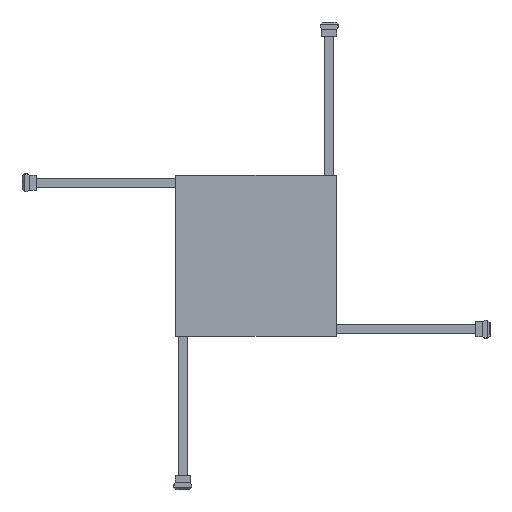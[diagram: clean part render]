
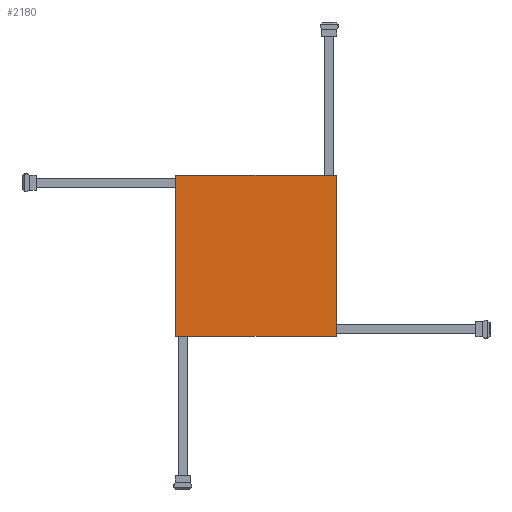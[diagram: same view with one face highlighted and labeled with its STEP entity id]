
A CAD part, top view. The second image highlights one B-rep face of the part: STEP entity #2180.
In plain terms, the highlighted planar face has unit normal (0, 0, 1).
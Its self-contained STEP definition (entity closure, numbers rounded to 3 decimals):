
#1613 = VERTEX_POINT('',#1614);
#1614 = CARTESIAN_POINT('',(-17.78,-17.78,0.));
#1622 = VERTEX_POINT('',#1623);
#1623 = CARTESIAN_POINT('',(-17.78,17.78,0.));
#1629 = EDGE_CURVE('',#1613,#1622,#1630,.T.);
#1630 = LINE('',#1631,#1632);
#1631 = CARTESIAN_POINT('',(-17.78,-17.78,0.));
#1632 = VECTOR('',#1633,1.);
#1633 = DIRECTION('',(0.,1.,0.));
#1644 = VERTEX_POINT('',#1645);
#1645 = CARTESIAN_POINT('',(17.78,-17.78,0.));
#1653 = EDGE_CURVE('',#1644,#1613,#1654,.T.);
#1654 = LINE('',#1655,#1656);
#1655 = CARTESIAN_POINT('',(17.78,-17.78,0.));
#1656 = VECTOR('',#1657,1.);
#1657 = DIRECTION('',(-1.,0.,0.));
#1670 = VERTEX_POINT('',#1671);
#1671 = CARTESIAN_POINT('',(17.78,17.78,0.));
#1677 = EDGE_CURVE('',#1622,#1670,#1678,.T.);
#1678 = LINE('',#1679,#1680);
#1679 = CARTESIAN_POINT('',(-17.78,17.78,0.));
#1680 = VECTOR('',#1681,1.);
#1681 = DIRECTION('',(1.,0.,0.));
#1694 = EDGE_CURVE('',#1670,#1644,#1695,.T.);
#1695 = LINE('',#1696,#1697);
#1696 = CARTESIAN_POINT('',(17.78,17.78,0.));
#1697 = VECTOR('',#1698,1.);
#1698 = DIRECTION('',(0.,-1.,0.));
#2180 = ADVANCED_FACE('',(#2181),#2187,.T.);
#2181 = FACE_BOUND('',#2182,.T.);
#2182 = EDGE_LOOP('',(#2183,#2184,#2185,#2186));
#2183 = ORIENTED_EDGE('',*,*,#1629,.F.);
#2184 = ORIENTED_EDGE('',*,*,#1653,.F.);
#2185 = ORIENTED_EDGE('',*,*,#1694,.F.);
#2186 = ORIENTED_EDGE('',*,*,#1677,.F.);
#2187 = PLANE('',#2188);
#2188 = AXIS2_PLACEMENT_3D('',#2189,#2190,#2191);
#2189 = CARTESIAN_POINT('',(0.,0.,0.));
#2190 = DIRECTION('',(0.,0.,1.));
#2191 = DIRECTION('',(-1.,0.,0.));
